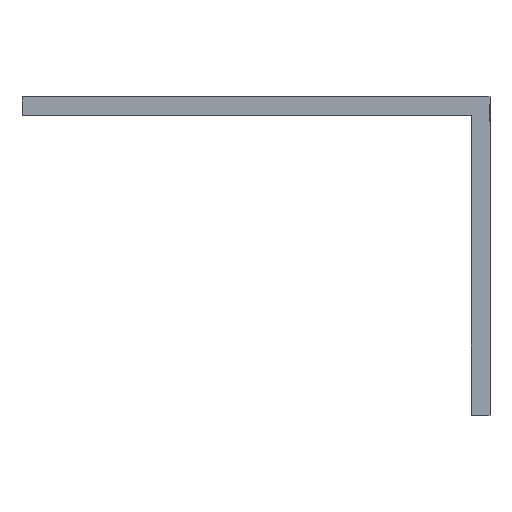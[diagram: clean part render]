
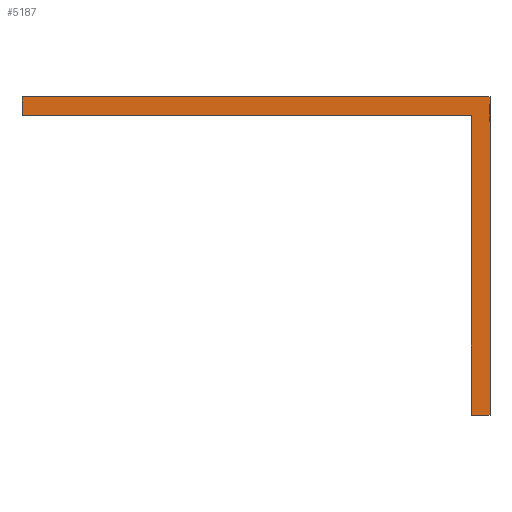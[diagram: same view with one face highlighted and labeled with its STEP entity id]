
A CAD part, front view. The second image highlights one B-rep face of the part: STEP entity #5187.
In plain terms, the highlighted planar face has unit normal (0, -1, 0).
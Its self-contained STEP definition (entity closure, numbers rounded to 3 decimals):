
#208 = ORIENTED_EDGE ( 'NONE', *, *, #12971, .T. ) ;
#219 = VECTOR ( 'NONE', #16179, 1000. ) ;
#1919 = CARTESIAN_POINT ( 'NONE',  ( -2., -550., -34. ) ) ;
#1976 = DIRECTION ( 'NONE',  ( 0., 0., 1. ) ) ;
#2752 = DIRECTION ( 'NONE',  ( 0., 0., -1. ) ) ;
#2771 = CARTESIAN_POINT ( 'NONE',  ( -50., -550., 0. ) ) ;
#3394 = ORIENTED_EDGE ( 'NONE', *, *, #8490, .F. ) ;
#3588 = VERTEX_POINT ( 'NONE', #13889 ) ;
#4113 = AXIS2_PLACEMENT_3D ( 'NONE', #6861, #6988, #6862 ) ;
#4376 = VECTOR ( 'NONE', #1976, 1000. ) ;
#4462 = ORIENTED_EDGE ( 'NONE', *, *, #6811, .F. ) ;
#4465 = ORIENTED_EDGE ( 'NONE', *, *, #17914, .T. ) ;
#4983 = VECTOR ( 'NONE', #15312, 1000. ) ;
#5187 = ADVANCED_FACE ( 'NONE', ( #16369 ), #7112, .T. ) ;
#5370 = CARTESIAN_POINT ( 'NONE',  ( -50., -550., 0. ) ) ;
#5437 = VERTEX_POINT ( 'NONE', #5370 ) ;
#5618 = LINE ( 'NONE', #16892, #8330 ) ;
#6811 = EDGE_CURVE ( 'NONE', #8637, #14759, #10760, .T. ) ;
#6831 = LINE ( 'NONE', #2771, #17561 ) ;
#6861 = CARTESIAN_POINT ( 'NONE',  ( 0., -550., 0. ) ) ;
#6862 = DIRECTION ( 'NONE',  ( -1., 0., 0. ) ) ;
#6988 = DIRECTION ( 'NONE',  ( 0., -1., 0. ) ) ;
#7112 = PLANE ( 'NONE',  #4113 ) ;
#7118 = CARTESIAN_POINT ( 'NONE',  ( -2., -550., -2. ) ) ;
#7207 = ORIENTED_EDGE ( 'NONE', *, *, #17854, .T. ) ;
#7304 = LINE ( 'NONE', #13808, #18049 ) ;
#8002 = EDGE_LOOP ( 'NONE', ( #3394, #4462, #4465, #7207, #8901, #208 ) ) ;
#8330 = VECTOR ( 'NONE', #16912, 1000. ) ;
#8490 = EDGE_CURVE ( 'NONE', #14759, #14379, #5618, .T. ) ;
#8637 = VERTEX_POINT ( 'NONE', #15502 ) ;
#8901 = ORIENTED_EDGE ( 'NONE', *, *, #13255, .T. ) ;
#10760 = LINE ( 'NONE', #1919, #4376 ) ;
#11470 = CARTESIAN_POINT ( 'NONE',  ( -50., -550., -2. ) ) ;
#12971 = EDGE_CURVE ( 'NONE', #5437, #14379, #6831, .T. ) ;
#13255 = EDGE_CURVE ( 'NONE', #16187, #5437, #15531, .T. ) ;
#13514 = DIRECTION ( 'NONE',  ( 1., 0., 0. ) ) ;
#13808 = CARTESIAN_POINT ( 'NONE',  ( -2., -550., -34. ) ) ;
#13889 = CARTESIAN_POINT ( 'NONE',  ( 0., -550., -34. ) ) ;
#14379 = VERTEX_POINT ( 'NONE', #11470 ) ;
#14759 = VERTEX_POINT ( 'NONE', #7118 ) ;
#15312 = DIRECTION ( 'NONE',  ( 0., 0., 1. ) ) ;
#15431 = CARTESIAN_POINT ( 'NONE',  ( 0., -550., -34. ) ) ;
#15502 = CARTESIAN_POINT ( 'NONE',  ( -2., -550., -34. ) ) ;
#15531 = LINE ( 'NONE', #16769, #219 ) ;
#15602 = LINE ( 'NONE', #15431, #4983 ) ;
#16179 = DIRECTION ( 'NONE',  ( -1., 0., 0. ) ) ;
#16187 = VERTEX_POINT ( 'NONE', #17083 ) ;
#16369 = FACE_OUTER_BOUND ( 'NONE', #8002, .T. ) ;
#16769 = CARTESIAN_POINT ( 'NONE',  ( 0., -550., 0. ) ) ;
#16892 = CARTESIAN_POINT ( 'NONE',  ( 0., -550., -2. ) ) ;
#16912 = DIRECTION ( 'NONE',  ( -1., 0., 0. ) ) ;
#17083 = CARTESIAN_POINT ( 'NONE',  ( 0., -550., 0. ) ) ;
#17561 = VECTOR ( 'NONE', #2752, 1000. ) ;
#17854 = EDGE_CURVE ( 'NONE', #3588, #16187, #15602, .T. ) ;
#17914 = EDGE_CURVE ( 'NONE', #8637, #3588, #7304, .T. ) ;
#18049 = VECTOR ( 'NONE', #13514, 1000. ) ;
